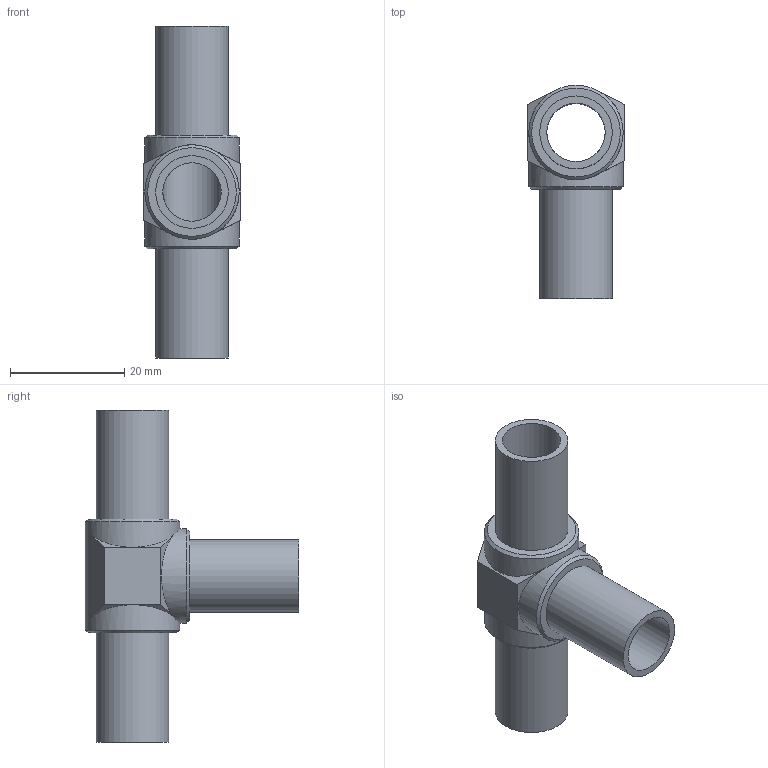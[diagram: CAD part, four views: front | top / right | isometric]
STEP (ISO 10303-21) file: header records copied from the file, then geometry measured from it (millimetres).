
FILE_DESCRIPTION(/* description */ (''),/* implementation_level */ '2;1');
FILE_NAME(/* name */ 'SM8T19.stp',/* time_stamp */ '2025-03-10T14:03:54+09:00',/* author */ ('user'),/* organization */ (''),/* preprocessor_version */ 'ST-DEVELOPER v20',/* originating_system */ 'Autodesk Inventor 2022',/* authorisation */ '');
FILE_SCHEMA (('AUTOMOTIVE_DESIGN { 1 0 10303 214 3 1 1 }'));
Length unit declared in the file: millimetre
Products named in the file (1): SM8T19
Bounding box: 17 x 37.25 x 58 mm (x, y, z)
Volume: 5529 mm3; surface area: 6271.6 mm2
Topology: 1 solids, 1 shells, 26 faces, 61 edges, 39 vertices
Faces by surface type: plane 16, cylinder 7, cone 3
Full cylindrical faces by diameter (mm): 10.2 x2, 12.7 x3, 16.5 x2
Entity records: 807 total; most frequent: DIRECTION 146, CARTESIAN_POINT 127, ORIENTED_EDGE 122, EDGE_CURVE 61, AXIS2_PLACEMENT_3D 58, VERTEX_POINT 39, EDGE_LOOP 32, LINE 30
